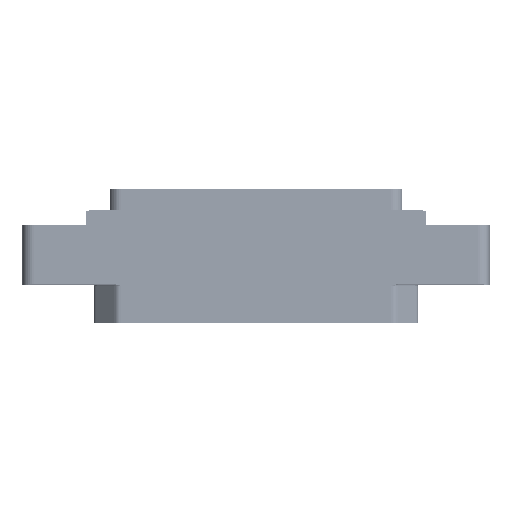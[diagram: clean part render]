
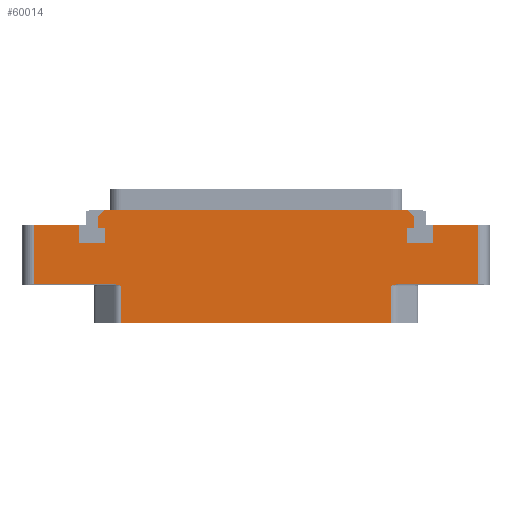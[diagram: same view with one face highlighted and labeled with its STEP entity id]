
A CAD part, top view. The second image highlights one B-rep face of the part: STEP entity #60014.
In plain terms, the highlighted planar face has unit normal (0, 0, 1).
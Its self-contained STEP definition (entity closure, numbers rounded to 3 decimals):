
#1=DIRECTION('',(1.,0.,0.));
#2=VECTOR('',#1,7.8);
#3=CARTESIAN_POINT('',(-38.,10.25,7.));
#4=LINE('',#3,#2);
#5=DIRECTION('',(0.,-1.,0.));
#6=VECTOR('',#5,3.2);
#7=CARTESIAN_POINT('',(-30.2,10.25,7.));
#8=LINE('',#7,#6);
#9=DIRECTION('',(1.,0.,0.));
#10=VECTOR('',#9,4.4);
#11=CARTESIAN_POINT('',(-30.2,7.05,7.));
#12=LINE('',#11,#10);
#13=DIRECTION('',(0.,1.,0.));
#14=VECTOR('',#13,2.6);
#15=CARTESIAN_POINT('',(-25.8,7.05,7.));
#16=LINE('',#15,#14);
#17=DIRECTION('',(-1.,0.,0.));
#18=VECTOR('',#17,1.2);
#19=CARTESIAN_POINT('',(-25.8,9.65,7.));
#20=LINE('',#19,#18);
#21=DIRECTION('',(0.,-1.,0.));
#22=VECTOR('',#21,1.9);
#23=CARTESIAN_POINT('',(-27.,11.55,7.));
#24=LINE('',#23,#22);
#25=DIRECTION('',(1.,0.,0.));
#26=VECTOR('',#25,51.6);
#27=CARTESIAN_POINT('',(-25.8,12.75,7.));
#28=LINE('',#27,#26);
#29=DIRECTION('',(0.,-1.,0.));
#30=VECTOR('',#29,1.9);
#31=CARTESIAN_POINT('',(27.,11.55,7.));
#32=LINE('',#31,#30);
#33=DIRECTION('',(-1.,0.,0.));
#34=VECTOR('',#33,1.2);
#35=CARTESIAN_POINT('',(27.,9.65,7.));
#36=LINE('',#35,#34);
#37=DIRECTION('',(0.,-1.,0.));
#38=VECTOR('',#37,2.6);
#39=CARTESIAN_POINT('',(25.8,9.65,7.));
#40=LINE('',#39,#38);
#41=DIRECTION('',(1.,0.,0.));
#42=VECTOR('',#41,4.4);
#43=CARTESIAN_POINT('',(25.8,7.05,7.));
#44=LINE('',#43,#42);
#45=DIRECTION('',(0.,1.,0.));
#46=VECTOR('',#45,3.2);
#47=CARTESIAN_POINT('',(30.2,7.05,7.));
#48=LINE('',#47,#46);
#49=DIRECTION('',(1.,0.,0.));
#50=VECTOR('',#49,7.8);
#51=CARTESIAN_POINT('',(30.2,10.25,7.));
#52=LINE('',#51,#50);
#53=DIRECTION('',(1.,0.,0.));
#54=VECTOR('',#53,14.082);
#55=CARTESIAN_POINT('',(23.918,0.,7.));
#56=LINE('',#55,#54);
#87=CARTESIAN_POINT('',(23.118,-0.2,7.));
#88=CARTESIAN_POINT('',(23.193,-0.173,7.));
#89=CARTESIAN_POINT('',(23.337,-0.12,7.));
#90=CARTESIAN_POINT('',(23.543,-0.055,7.));
#91=CARTESIAN_POINT('',(23.738,-0.011,7.));
#92=CARTESIAN_POINT('',(23.859,0.,7.));
#93=CARTESIAN_POINT('',(23.918,0.,7.));
#109=DIRECTION('',(0.,1.,0.));
#110=VECTOR('',#109,6.3);
#111=CARTESIAN_POINT('',(23.118,-6.5,7.));
#112=LINE('',#111,#110);
#615=DIRECTION('',(0.,1.,0.));
#616=VECTOR('',#615,10.25);
#617=CARTESIAN_POINT('',(38.,0.,7.));
#618=LINE('',#617,#616);
#661=DIRECTION('',(0.707,-0.707,0.));
#662=VECTOR('',#661,1.697);
#663=CARTESIAN_POINT('',(25.8,12.75,7.));
#664=LINE('',#663,#662);
#823=DIRECTION('',(-0.707,-0.707,0.));
#824=VECTOR('',#823,1.697);
#825=CARTESIAN_POINT('',(-25.8,12.75,7.));
#826=LINE('',#825,#824);
#945=DIRECTION('',(0.,-1.,0.));
#946=VECTOR('',#945,10.25);
#947=CARTESIAN_POINT('',(-38.,10.25,7.));
#948=LINE('',#947,#946);
#980=DIRECTION('',(1.,0.,0.));
#981=VECTOR('',#980,14.082);
#982=CARTESIAN_POINT('',(-38.,0.,7.));
#983=LINE('',#982,#981);
#1084=CARTESIAN_POINT('',(-23.918,0.,7.));
#1085=CARTESIAN_POINT('',(-23.859,0.,7.));
#1086=CARTESIAN_POINT('',(-23.738,-0.011,7.));
#1087=CARTESIAN_POINT('',(-23.543,-0.055,7.));
#1088=CARTESIAN_POINT('',(-23.337,-0.12,7.));
#1089=CARTESIAN_POINT('',(-23.193,-0.173,7.));
#1090=CARTESIAN_POINT('',(-23.118,-0.2,7.));
#1092=DIRECTION('',(0.,1.,0.));
#1093=VECTOR('',#1092,6.3);
#1094=CARTESIAN_POINT('',(-23.118,-6.5,7.));
#1095=LINE('',#1094,#1093);
#1117=DIRECTION('',(-1.,0.,0.));
#1118=VECTOR('',#1117,46.236);
#1119=CARTESIAN_POINT('',(23.118,-6.5,7.));
#1120=LINE('',#1119,#1118);
#47446=CARTESIAN_POINT('',(-30.2,10.25,7.));
#47447=CARTESIAN_POINT('',(-30.2,7.05,7.));
#47448=VERTEX_POINT('',#47446);
#47449=VERTEX_POINT('',#47447);
#47450=CARTESIAN_POINT('',(-25.8,7.05,7.));
#47451=VERTEX_POINT('',#47450);
#47452=CARTESIAN_POINT('',(-25.8,9.65,7.));
#47453=VERTEX_POINT('',#47452);
#47454=CARTESIAN_POINT('',(-27.,9.65,7.));
#47455=VERTEX_POINT('',#47454);
#47456=CARTESIAN_POINT('',(27.,9.65,7.));
#47457=CARTESIAN_POINT('',(25.8,9.65,7.));
#47458=VERTEX_POINT('',#47456);
#47459=VERTEX_POINT('',#47457);
#47460=CARTESIAN_POINT('',(25.8,7.05,7.));
#47461=VERTEX_POINT('',#47460);
#47462=CARTESIAN_POINT('',(30.2,7.05,7.));
#47463=VERTEX_POINT('',#47462);
#47464=CARTESIAN_POINT('',(30.2,10.25,7.));
#47465=VERTEX_POINT('',#47464);
#47470=CARTESIAN_POINT('',(-27.,11.55,7.));
#47472=VERTEX_POINT('',#47470);
#47474=CARTESIAN_POINT('',(-25.8,12.75,7.));
#47475=VERTEX_POINT('',#47474);
#47476=CARTESIAN_POINT('',(27.,11.55,7.));
#47478=VERTEX_POINT('',#47476);
#47480=CARTESIAN_POINT('',(25.8,12.75,7.));
#47481=VERTEX_POINT('',#47480);
#47558=CARTESIAN_POINT('',(38.,0.,7.));
#47559=CARTESIAN_POINT('',(38.,10.25,7.));
#47560=VERTEX_POINT('',#47558);
#47561=VERTEX_POINT('',#47559);
#47566=CARTESIAN_POINT('',(-38.,10.25,7.));
#47567=CARTESIAN_POINT('',(-38.,0.,7.));
#47568=VERTEX_POINT('',#47566);
#47569=VERTEX_POINT('',#47567);
#47791=CARTESIAN_POINT('',(23.118,-6.5,7.));
#47793=VERTEX_POINT('',#47791);
#47794=CARTESIAN_POINT('',(-23.118,-6.5,7.));
#47796=VERTEX_POINT('',#47794);
#47826=CARTESIAN_POINT('',(-23.118,-0.2,7.));
#47827=VERTEX_POINT('',#47826);
#47828=CARTESIAN_POINT('',(-23.918,0.,7.));
#47829=VERTEX_POINT('',#47828);
#47830=CARTESIAN_POINT('',(23.118,-0.2,7.));
#47832=VERTEX_POINT('',#47830);
#47834=CARTESIAN_POINT('',(23.918,0.,7.));
#47836=VERTEX_POINT('',#47834);
#59959=CARTESIAN_POINT('',(0.,0.,7.));
#59960=DIRECTION('',(0.,0.,-1.));
#59961=DIRECTION('',(-1.,0.,0.));
#59962=AXIS2_PLACEMENT_3D('',#59959,#59960,#59961);
#59963=PLANE('',#59962);
#59965=ORIENTED_EDGE('',*,*,#59964,.F.);
#59967=ORIENTED_EDGE('',*,*,#59966,.F.);
#59969=ORIENTED_EDGE('',*,*,#59968,.F.);
#59971=ORIENTED_EDGE('',*,*,#59970,.T.);
#59973=ORIENTED_EDGE('',*,*,#59972,.T.);
#59975=ORIENTED_EDGE('',*,*,#59974,.F.);
#59977=ORIENTED_EDGE('',*,*,#59976,.F.);
#59979=ORIENTED_EDGE('',*,*,#59978,.F.);
#59981=ORIENTED_EDGE('',*,*,#59980,.T.);
#59983=ORIENTED_EDGE('',*,*,#59982,.T.);
#59985=ORIENTED_EDGE('',*,*,#59984,.T.);
#59987=ORIENTED_EDGE('',*,*,#59986,.T.);
#59989=ORIENTED_EDGE('',*,*,#59988,.T.);
#59991=ORIENTED_EDGE('',*,*,#59990,.F.);
#59993=ORIENTED_EDGE('',*,*,#59992,.F.);
#59995=ORIENTED_EDGE('',*,*,#59994,.T.);
#59997=ORIENTED_EDGE('',*,*,#59996,.T.);
#59999=ORIENTED_EDGE('',*,*,#59998,.T.);
#60001=ORIENTED_EDGE('',*,*,#60000,.T.);
#60003=ORIENTED_EDGE('',*,*,#60002,.T.);
#60005=ORIENTED_EDGE('',*,*,#60004,.T.);
#60007=ORIENTED_EDGE('',*,*,#60006,.T.);
#60009=ORIENTED_EDGE('',*,*,#60008,.T.);
#60011=ORIENTED_EDGE('',*,*,#60010,.F.);
#60012=EDGE_LOOP('',(#59965,#59967,#59969,#59971,#59973,#59975,#59977,#59979,
#59981,#59983,#59985,#59987,#59989,#59991,#59993,#59995,#59997,#59999,#60001,
#60003,#60005,#60007,#60009,#60011));
#60013=FACE_OUTER_BOUND('',#60012,.F.);
#60014=ADVANCED_FACE('',(#60013),#59963,.F.);
#94=B_SPLINE_CURVE_WITH_KNOTS('',3,(#87,#88,#89,#90,#91,#92,#93),.UNSPECIFIED.,
.F.,.F.,(4,1,1,1,4),(0.,0.25,0.5,0.75,1.),.UNSPECIFIED.);
#1091=B_SPLINE_CURVE_WITH_KNOTS('',3,(#1084,#1085,#1086,#1087,#1088,#1089,
#1090),.UNSPECIFIED.,.F.,.F.,(4,1,1,1,4),(0.,0.25,0.5,0.75,1.),
.UNSPECIFIED.);
#59964=EDGE_CURVE('',#47836,#47560,#56,.T.);
#59966=EDGE_CURVE('',#47832,#47836,#94,.T.);
#59968=EDGE_CURVE('',#47793,#47832,#112,.T.);
#59970=EDGE_CURVE('',#47793,#47796,#1120,.T.);
#59972=EDGE_CURVE('',#47796,#47827,#1095,.T.);
#59974=EDGE_CURVE('',#47829,#47827,#1091,.T.);
#59976=EDGE_CURVE('',#47569,#47829,#983,.T.);
#59978=EDGE_CURVE('',#47568,#47569,#948,.T.);
#59980=EDGE_CURVE('',#47568,#47448,#4,.T.);
#59982=EDGE_CURVE('',#47448,#47449,#8,.T.);
#59984=EDGE_CURVE('',#47449,#47451,#12,.T.);
#59986=EDGE_CURVE('',#47451,#47453,#16,.T.);
#59988=EDGE_CURVE('',#47453,#47455,#20,.T.);
#59990=EDGE_CURVE('',#47472,#47455,#24,.T.);
#59992=EDGE_CURVE('',#47475,#47472,#826,.T.);
#59994=EDGE_CURVE('',#47475,#47481,#28,.T.);
#59996=EDGE_CURVE('',#47481,#47478,#664,.T.);
#59998=EDGE_CURVE('',#47478,#47458,#32,.T.);
#60000=EDGE_CURVE('',#47458,#47459,#36,.T.);
#60002=EDGE_CURVE('',#47459,#47461,#40,.T.);
#60004=EDGE_CURVE('',#47461,#47463,#44,.T.);
#60006=EDGE_CURVE('',#47463,#47465,#48,.T.);
#60008=EDGE_CURVE('',#47465,#47561,#52,.T.);
#60010=EDGE_CURVE('',#47560,#47561,#618,.T.);
